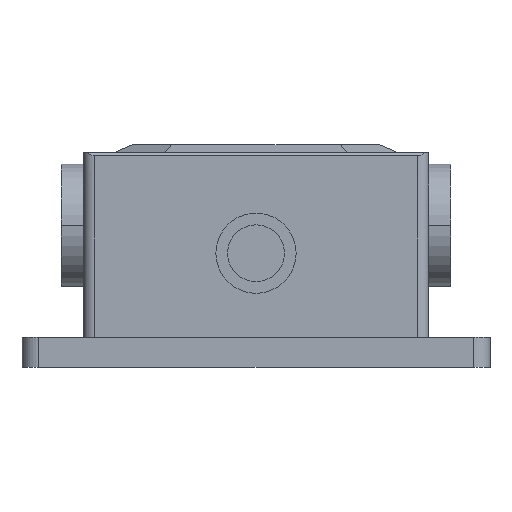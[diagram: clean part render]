
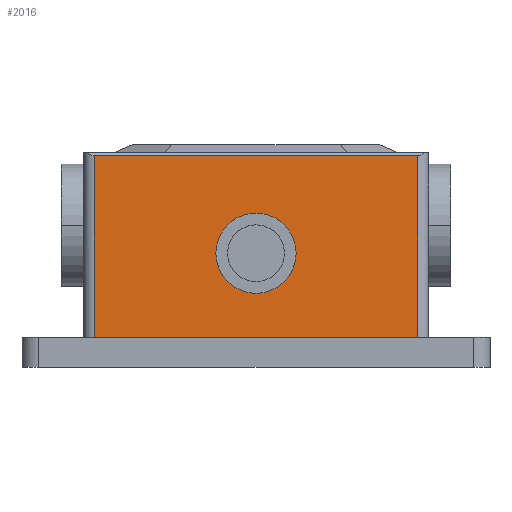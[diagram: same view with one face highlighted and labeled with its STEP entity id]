
A CAD part, front view. The second image highlights one B-rep face of the part: STEP entity #2016.
In plain terms, the highlighted planar face has unit normal (0, -1, 0).
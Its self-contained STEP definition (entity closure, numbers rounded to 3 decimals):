
#1942=CARTESIAN_POINT('',(71.,0.0,38.));
#1943=VERTEX_POINT('',#1942);
#1951=CARTESIAN_POINT('',(71.,0.,5.4));
#1952=VERTEX_POINT('',#1951);
#1953=CARTESIAN_POINT('',(71.,0.,38.));
#1954=DIRECTION('',(0.0,0.0,-1.0));
#1955=VECTOR('',#1954,32.6);
#1956=LINE('',#1953,#1955);
#1957=EDGE_CURVE('',#1943,#1952,#1956,.T.);
#1986=CARTESIAN_POINT('',(73.,0.0,38.));
#1987=DIRECTION('',(0.0,-1.0,0.0));
#1988=DIRECTION('',(1.0,0.0,0.0));
#1989=AXIS2_PLACEMENT_3D('',#1986,#1987,#1988);
#1990=PLANE('',#1989);
#1991=ORIENTED_EDGE('',*,*,#1957,.F.);
#1992=CARTESIAN_POINT('',(13.,0.,38.));
#1993=VERTEX_POINT('',#1992);
#1994=CARTESIAN_POINT('',(71.,0.,38.));
#1995=DIRECTION('',(-1.0,0.0,0.0));
#1996=VECTOR('',#1995,58.);
#1997=LINE('',#1994,#1996);
#1998=EDGE_CURVE('',#1943,#1993,#1997,.T.);
#1999=ORIENTED_EDGE('',*,*,#1998,.T.);
#2000=CARTESIAN_POINT('',(13.,0.0,5.4));
#2001=VERTEX_POINT('',#2000);
#2002=CARTESIAN_POINT('',(13.,0.,5.4));
#2003=DIRECTION('',(0.0,0.0,1.0));
#2004=VECTOR('',#2003,32.6);
#2005=LINE('',#2002,#2004);
#2006=EDGE_CURVE('',#2001,#1993,#2005,.T.);
#2007=ORIENTED_EDGE('',*,*,#2006,.F.);
#2008=CARTESIAN_POINT('',(71.,0.,5.4));
#2009=DIRECTION('',(-1.0,0.0,0.0));
#2010=VECTOR('',#2009,58.);
#2011=LINE('',#2008,#2010);
#2012=EDGE_CURVE('',#1952,#2001,#2011,.T.);
#2013=ORIENTED_EDGE('',*,*,#2012,.F.);
#2014=EDGE_LOOP('',(#1991,#1999,#2007,#2013));
#2015=FACE_OUTER_BOUND('',#2014,.T.);
#2016=ADVANCED_FACE('',(#2015),#1990,.T.);
